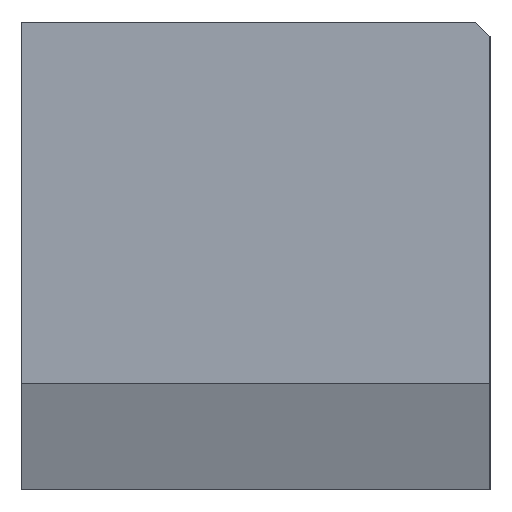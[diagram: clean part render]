
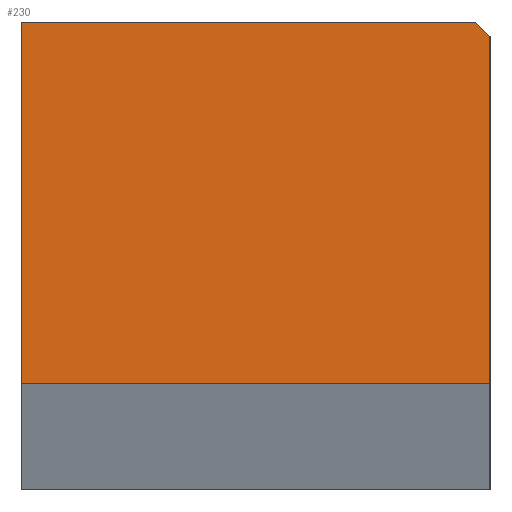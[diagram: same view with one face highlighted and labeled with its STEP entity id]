
A CAD part, left-side view. The second image highlights one B-rep face of the part: STEP entity #230.
In plain terms, the highlighted planar face has unit normal (-1, 0, 0).
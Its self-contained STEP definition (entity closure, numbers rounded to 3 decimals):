
#230=ADVANCED_FACE('NONE',(#553),#554,.F.);
#553=FACE_OUTER_BOUND('',#966,.T.);
#554=PLANE('',#967);
#966=EDGE_LOOP('',(#1805,#1806,#1807,#1808,#1809));
#967=AXIS2_PLACEMENT_3D('',#1810,#1811,#1812);
#1805=ORIENTED_EDGE('',*,*,#2609,.F.);
#1806=ORIENTED_EDGE('',*,*,#2973,.T.);
#1807=ORIENTED_EDGE('',*,*,#2974,.F.);
#1808=ORIENTED_EDGE('',*,*,#2868,.T.);
#1809=ORIENTED_EDGE('',*,*,#2975,.F.);
#1810=CARTESIAN_POINT('',(0.0,0.0,99.0));
#1811=DIRECTION('',(1.0,0.0,0.0));
#1812=DIRECTION('',(0.0,1.0,-0.0));
#2609=EDGE_CURVE('NONE',#3145,#3147,#3148,.T.);
#2868=EDGE_CURVE('NONE',#3664,#3662,#3665,.T.);
#2973=EDGE_CURVE('NONE',#3145,#3773,#3774,.T.);
#2974=EDGE_CURVE('NONE',#3664,#3773,#3775,.T.);
#2975=EDGE_CURVE('NONE',#3147,#3662,#3776,.T.);
#3145=VERTEX_POINT('NONE',#3947);
#3147=VERTEX_POINT('NONE',#3950);
#3148=LINE('',#3951,#3952);
#3662=VERTEX_POINT('NONE',#4722);
#3664=VERTEX_POINT('NONE',#4725);
#3665=LINE('',#4726,#4727);
#3773=VERTEX_POINT('NONE',#4905);
#3774=LINE('',#4906,#4907);
#3775=LINE('',#4908,#4909);
#3776=LINE('',#4910,#4911);
#3947=CARTESIAN_POINT('',(0.0,0.,96.0));
#3950=CARTESIAN_POINT('',(0.,0.0,22.5));
#3951=CARTESIAN_POINT('',(0.0,0.0,99.0));
#3952=VECTOR('',#5144,1000.0);
#4722=CARTESIAN_POINT('',(0.,99.0,22.5));
#4725=CARTESIAN_POINT('',(0.0,99.0,99.0));
#4726=CARTESIAN_POINT('',(0.0,99.0,99.0));
#4727=VECTOR('',#5402,1000.0);
#4905=CARTESIAN_POINT('',(0.0,3.,99.0));
#4906=CARTESIAN_POINT('',(0.0,3.,99.0));
#4907=VECTOR('',#5473,1000.0);
#4908=CARTESIAN_POINT('',(0.0,0.0,99.0));
#4909=VECTOR('',#5474,1000.0);
#4910=CARTESIAN_POINT('',(0.0,0.0,22.5));
#4911=VECTOR('',#5475,1000.0);
#5144=DIRECTION('',(-0.0,-0.0,-1.0));
#5402=DIRECTION('',(-0.0,-0.0,-1.0));
#5473=DIRECTION('',(-0.0,0.707,0.707));
#5474=DIRECTION('',(-0.0,-1.0,-0.0));
#5475=DIRECTION('',(0.0,1.0,0.0));
